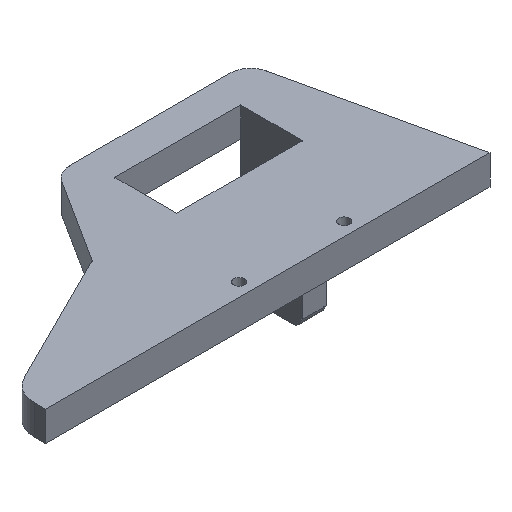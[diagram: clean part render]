
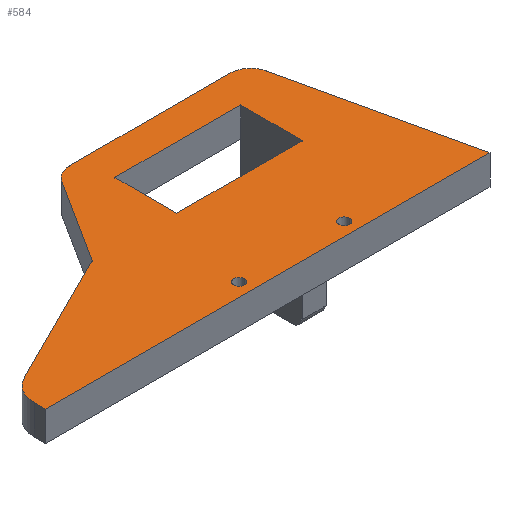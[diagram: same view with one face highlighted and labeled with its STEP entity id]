
A CAD part, isometric view. The second image highlights one B-rep face of the part: STEP entity #584.
In plain terms, the highlighted planar face has unit normal (0, 0, 1).
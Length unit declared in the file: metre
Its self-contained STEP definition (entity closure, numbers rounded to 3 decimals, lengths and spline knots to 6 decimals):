
#36=LINE('',#892,#97);
#37=LINE('',#895,#98);
#38=LINE('',#899,#99);
#39=LINE('',#903,#100);
#40=LINE('',#905,#101);
#41=LINE('',#909,#102);
#42=LINE('',#910,#103);
#43=LINE('',#913,#104);
#44=LINE('',#915,#105);
#45=LINE('',#917,#106);
#97=VECTOR('',#714,1.);
#98=VECTOR('',#715,1.);
#99=VECTOR('',#718,1.);
#100=VECTOR('',#721,1.);
#101=VECTOR('',#722,1.);
#102=VECTOR('',#725,1.);
#103=VECTOR('',#726,1.);
#104=VECTOR('',#727,1.);
#105=VECTOR('',#728,1.);
#106=VECTOR('',#729,1.);
#163=ORIENTED_EDGE('',*,*,#325,.T.);
#164=ORIENTED_EDGE('',*,*,#326,.T.);
#165=ORIENTED_EDGE('',*,*,#327,.T.);
#166=ORIENTED_EDGE('',*,*,#328,.T.);
#167=ORIENTED_EDGE('',*,*,#329,.T.);
#168=ORIENTED_EDGE('',*,*,#330,.T.);
#169=ORIENTED_EDGE('',*,*,#331,.T.);
#170=ORIENTED_EDGE('',*,*,#332,.T.);
#171=ORIENTED_EDGE('',*,*,#333,.T.);
#172=ORIENTED_EDGE('',*,*,#334,.T.);
#173=ORIENTED_EDGE('',*,*,#335,.T.);
#174=ORIENTED_EDGE('',*,*,#336,.F.);
#175=ORIENTED_EDGE('',*,*,#337,.F.);
#176=ORIENTED_EDGE('',*,*,#338,.F.);
#177=ORIENTED_EDGE('',*,*,#339,.T.);
#325=EDGE_CURVE('',#406,#406,#448,.F.);
#326=EDGE_CURVE('',#407,#407,#449,.F.);
#327=EDGE_CURVE('',#408,#409,#36,.T.);
#328=EDGE_CURVE('',#409,#410,#37,.T.);
#329=EDGE_CURVE('',#410,#411,#450,.T.);
#330=EDGE_CURVE('',#411,#412,#38,.T.);
#331=EDGE_CURVE('',#412,#413,#451,.T.);
#332=EDGE_CURVE('',#413,#414,#39,.T.);
#333=EDGE_CURVE('',#414,#415,#40,.T.);
#334=EDGE_CURVE('',#415,#416,#452,.T.);
#335=EDGE_CURVE('',#416,#408,#41,.T.);
#336=EDGE_CURVE('',#417,#418,#42,.T.);
#337=EDGE_CURVE('',#419,#417,#43,.T.);
#338=EDGE_CURVE('',#420,#419,#44,.T.);
#339=EDGE_CURVE('',#420,#418,#45,.T.);
#406=VERTEX_POINT('',#889);
#407=VERTEX_POINT('',#891);
#408=VERTEX_POINT('',#893);
#409=VERTEX_POINT('',#894);
#410=VERTEX_POINT('',#896);
#411=VERTEX_POINT('',#898);
#412=VERTEX_POINT('',#900);
#413=VERTEX_POINT('',#902);
#414=VERTEX_POINT('',#904);
#415=VERTEX_POINT('',#906);
#416=VERTEX_POINT('',#908);
#417=VERTEX_POINT('',#911);
#418=VERTEX_POINT('',#912);
#419=VERTEX_POINT('',#914);
#420=VERTEX_POINT('',#916);
#448=CIRCLE('',#635,0.0018);
#449=CIRCLE('',#636,0.0018);
#450=CIRCLE('',#637,0.007);
#451=CIRCLE('',#638,0.007);
#452=CIRCLE('',#639,0.01);
#467=EDGE_LOOP('',(#163));
#468=EDGE_LOOP('',(#164));
#469=EDGE_LOOP('',(#165,#166,#167,#168,#169,#170,#171,#172,#173));
#470=EDGE_LOOP('',(#174,#175,#176,#177));
#516=FACE_BOUND('',#467,.T.);
#517=FACE_BOUND('',#468,.T.);
#518=FACE_BOUND('',#469,.T.);
#519=FACE_BOUND('',#470,.T.);
#562=PLANE('',#634);
#584=ADVANCED_FACE('',(#516,#517,#518,#519),#562,.T.);
#634=AXIS2_PLACEMENT_3D('',#887,#708,#709);
#635=AXIS2_PLACEMENT_3D('',#888,#710,#711);
#636=AXIS2_PLACEMENT_3D('',#890,#712,#713);
#637=AXIS2_PLACEMENT_3D('',#897,#716,#717);
#638=AXIS2_PLACEMENT_3D('',#901,#719,#720);
#639=AXIS2_PLACEMENT_3D('',#907,#723,#724);
#708=DIRECTION('',(0.,0.,1.));
#709=DIRECTION('',(1.,0.,0.));
#710=DIRECTION('',(0.,0.,1.));
#711=DIRECTION('',(0.,-1.,0.));
#712=DIRECTION('',(0.,0.,1.));
#713=DIRECTION('',(0.,-1.,0.));
#714=DIRECTION('',(1.,0.,0.));
#715=DIRECTION('',(-0.22,0.976,0.));
#716=DIRECTION('',(0.,0.,1.));
#717=DIRECTION('',(0.,-1.,0.));
#718=DIRECTION('',(-1.,0.,0.));
#719=DIRECTION('',(0.,0.,1.));
#720=DIRECTION('',(0.,-1.,0.));
#721=DIRECTION('',(-0.537,-0.843,0.));
#722=DIRECTION('',(-0.895,-0.446,0.));
#723=DIRECTION('',(0.,0.,1.));
#724=DIRECTION('',(0.,-1.,0.));
#725=DIRECTION('',(0.,-1.,0.));
#726=DIRECTION('',(1.,0.,0.));
#727=DIRECTION('',(0.,-1.,0.));
#728=DIRECTION('',(-1.,0.,0.));
#729=DIRECTION('',(0.,-1.,0.));
#887=CARTESIAN_POINT('',(-0.015531,-0.022,0.015));
#888=CARTESIAN_POINT('',(0.014668,-0.050851,0.015));
#889=CARTESIAN_POINT('',(0.014668,-0.052651,0.015));
#890=CARTESIAN_POINT('',(-0.020614,-0.050851,0.015));
#891=CARTESIAN_POINT('',(-0.020614,-0.052651,0.015));
#892=CARTESIAN_POINT('',(-0.015531,-0.0554,0.015));
#893=CARTESIAN_POINT('',(-0.090128,-0.0554,0.015));
#894=CARTESIAN_POINT('',(0.059065,-0.0554,0.015));
#895=CARTESIAN_POINT('',(0.052165,-0.024732,0.015));
#896=CARTESIAN_POINT('',(0.045264,0.005937,0.015));
#897=CARTESIAN_POINT('',(0.038435,0.0044,0.015));
#898=CARTESIAN_POINT('',(0.038435,0.0114,0.015));
#899=CARTESIAN_POINT('',(0.011588,0.0114,0.015));
#900=CARTESIAN_POINT('',(-0.015259,0.0114,0.015));
#901=CARTESIAN_POINT('',(-0.015259,0.0044,0.015));
#902=CARTESIAN_POINT('',(-0.021163,0.008161,0.015));
#903=CARTESIAN_POINT('',(-0.030132,-0.00592,0.015));
#904=CARTESIAN_POINT('',(-0.0391,-0.02,0.015));
#905=CARTESIAN_POINT('',(-0.061842,-0.03132,0.015));
#906=CARTESIAN_POINT('',(-0.084584,-0.04264,0.015));
#907=CARTESIAN_POINT('',(-0.080128,-0.051593,0.015));
#908=CARTESIAN_POINT('',(-0.090128,-0.051593,0.015));
#909=CARTESIAN_POINT('',(-0.090128,-0.053496,0.015));
#910=CARTESIAN_POINT('',(0.01,-0.0204,0.015));
#911=CARTESIAN_POINT('',(-0.0111,-0.0204,0.015));
#912=CARTESIAN_POINT('',(0.0311,-0.0204,0.015));
#913=CARTESIAN_POINT('',(-0.0111,-0.01,0.015));
#914=CARTESIAN_POINT('',(-0.0111,0.0004,0.015));
#915=CARTESIAN_POINT('',(0.01,0.0004,0.015));
#916=CARTESIAN_POINT('',(0.0311,0.0004,0.015));
#917=CARTESIAN_POINT('',(0.0311,-0.01,0.015));
